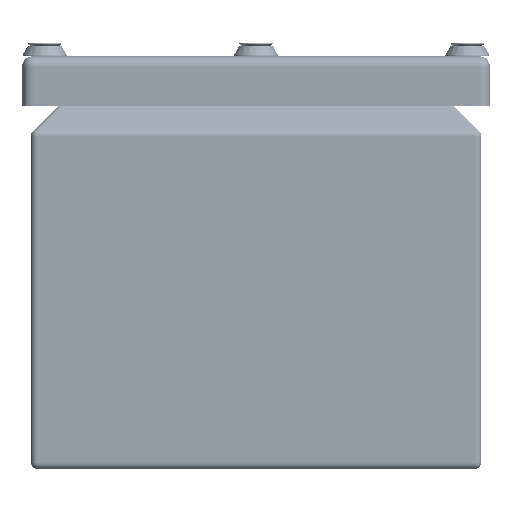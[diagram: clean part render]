
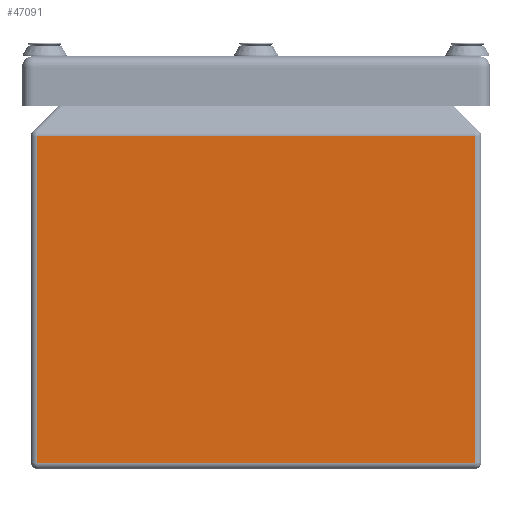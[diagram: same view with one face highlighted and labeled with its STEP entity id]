
A CAD part, left-side view. The second image highlights one B-rep face of the part: STEP entity #47091.
In plain terms, the highlighted planar face has unit normal (-1, 0, 0).
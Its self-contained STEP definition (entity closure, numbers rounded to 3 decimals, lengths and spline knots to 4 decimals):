
#3082=LINE('',#69835,#7047);
#3094=LINE('',#69894,#7059);
#3096=LINE('',#69905,#7061);
#3097=LINE('',#69907,#7062);
#7047=VECTOR('',#55780,0.3937);
#7059=VECTOR('',#55852,0.3937);
#7061=VECTOR('',#55870,0.3937);
#7062=VECTOR('',#55873,0.3937);
#11816=FACE_OUTER_BOUND('',#14744,.T.);
#14744=EDGE_LOOP('',(#32090,#32091,#32092,#32093));
#19819=VERTEX_POINT('',#69828);
#19822=VERTEX_POINT('',#69833);
#19838=VERTEX_POINT('',#69891);
#19839=VERTEX_POINT('',#69893);
#24449=EDGE_CURVE('',#19822,#19819,#3082,.T.);
#24478=EDGE_CURVE('',#19838,#19839,#3094,.T.);
#24485=EDGE_CURVE('',#19839,#19822,#3096,.T.);
#24486=EDGE_CURVE('',#19819,#19838,#3097,.T.);
#32090=ORIENTED_EDGE('',*,*,#24449,.F.);
#32091=ORIENTED_EDGE('',*,*,#24485,.F.);
#32092=ORIENTED_EDGE('',*,*,#24478,.F.);
#32093=ORIENTED_EDGE('',*,*,#24486,.F.);
#45895=PLANE('',#50571);
#47091=ADVANCED_FACE('',(#11816),#45895,.F.);
#50571=AXIS2_PLACEMENT_3D('',#69906,#55871,#55872);
#55780=DIRECTION('',(0.,0.,-1.));
#55852=DIRECTION('',(0.,0.,1.));
#55870=DIRECTION('',(0.,-1.,0.));
#55871=DIRECTION('center_axis',(1.,0.,0.));
#55872=DIRECTION('ref_axis',(0.,0.,-1.));
#55873=DIRECTION('',(0.,1.,0.));
#69828=CARTESIAN_POINT('',(-18.,-2.916,0.084));
#69833=CARTESIAN_POINT('',(-18.,-2.916,4.4372));
#69835=CARTESIAN_POINT('',(-18.,-2.916,2.6072));
#69891=CARTESIAN_POINT('',(-18.,2.916,0.084));
#69893=CARTESIAN_POINT('',(-18.,2.916,4.4372));
#69894=CARTESIAN_POINT('',(-18.,2.916,2.6072));
#69905=CARTESIAN_POINT('',(-18.,2.0875,4.4372));
#69906=CARTESIAN_POINT('Origin',(-18.,2.0875,2.9783));
#69907=CARTESIAN_POINT('',(-18.,1.0438,0.084));
